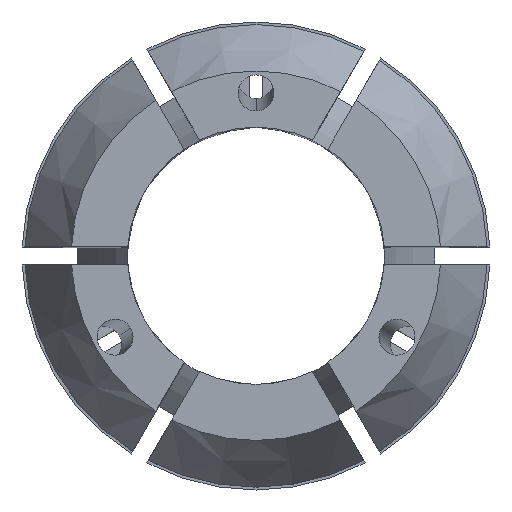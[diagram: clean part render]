
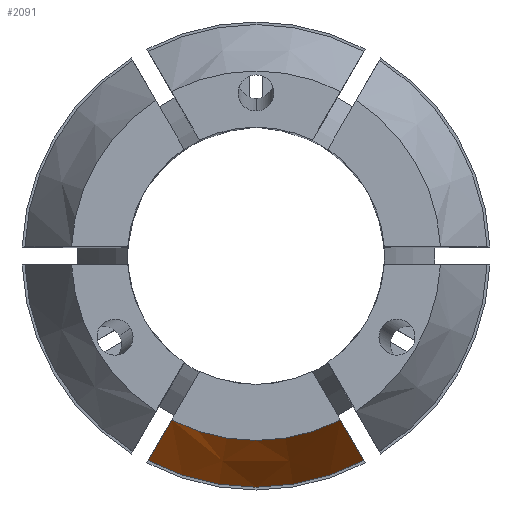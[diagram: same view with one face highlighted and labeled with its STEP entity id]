
A CAD part, top view. The second image highlights one B-rep face of the part: STEP entity #2091.
In plain terms, the highlighted conical face has half-angle 30 degrees and reference radius 12.85 mm.
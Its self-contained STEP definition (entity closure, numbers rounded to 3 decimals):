
#16 = EDGE_CURVE ( 'NONE', #3307, #3003, #1653, .T. ) ;
#272 = DIRECTION ( 'NONE',  ( -1., 0., 0. ) ) ;
#278 = DIRECTION ( 'NONE',  ( 0., 0., -1. ) ) ;
#319 = EDGE_CURVE ( 'NONE', #2471, #896, #2309, .T. ) ;
#512 = EDGE_LOOP ( 'NONE', ( #3033, #2338, #2235, #2266 ) ) ;
#679 = CIRCLE ( 'NONE', #1158, 10.263 ) ;
#695 = CARTESIAN_POINT ( 'NONE',  ( 5.987, -11.37, 29.519 ) ) ;
#698 = AXIS2_PLACEMENT_3D ( 'NONE', #1043, #278, #1502 ) ;
#721 = CARTESIAN_POINT ( 'NONE',  ( -4.692, -9.127, 34. ) ) ;
#837 = CARTESIAN_POINT ( 'NONE',  ( 0., 0., 29.519 ) ) ;
#896 = VERTEX_POINT ( 'NONE', #695 ) ;
#956 = CARTESIAN_POINT ( 'NONE',  ( 5.556, -10.623, 31.013 ) ) ;
#1043 = CARTESIAN_POINT ( 'NONE',  ( 0., 0., 29.519 ) ) ;
#1158 = AXIS2_PLACEMENT_3D ( 'NONE', #3038, #3349, #272 ) ;
#1194 = FACE_OUTER_BOUND ( 'NONE', #512, .T. ) ;
#1248 = CONICAL_SURFACE ( 'NONE', #698, 12.85, 0.524 ) ;
#1368 = CARTESIAN_POINT ( 'NONE',  ( -4.692, -9.127, 34. ) ) ;
#1502 = DIRECTION ( 'NONE',  ( -1., 0., 0. ) ) ;
#1653 = B_SPLINE_CURVE_WITH_KNOTS ( 'NONE', 3,
 ( #1368, #3464, #2796, #1931 ),
 .UNSPECIFIED., .F., .F.,
 ( 4, 4 ),
 ( 0., 0.005 ),
 .UNSPECIFIED. ) ;
#1931 = CARTESIAN_POINT ( 'NONE',  ( -5.987, -11.37, 29.519 ) ) ;
#2072 = DIRECTION ( 'NONE',  ( -1., 0., 0. ) ) ;
#2091 = ADVANCED_FACE ( 'NONE', ( #1194 ), #1248, .T. ) ;
#2106 = CIRCLE ( 'NONE', #3119, 12.85 ) ;
#2225 = CARTESIAN_POINT ( 'NONE',  ( 4.692, -9.127, 34. ) ) ;
#2235 = ORIENTED_EDGE ( 'NONE', *, *, #2427, .F. ) ;
#2266 = ORIENTED_EDGE ( 'NONE', *, *, #319, .F. ) ;
#2309 = B_SPLINE_CURVE_WITH_KNOTS ( 'NONE', 3,
 ( #3691, #2758, #956, #2483 ),
 .UNSPECIFIED., .F., .F.,
 ( 4, 4 ),
 ( 0., 0.005 ),
 .UNSPECIFIED. ) ;
#2338 = ORIENTED_EDGE ( 'NONE', *, *, #16, .T. ) ;
#2427 = EDGE_CURVE ( 'NONE', #896, #3003, #2106, .T. ) ;
#2435 = EDGE_CURVE ( 'NONE', #2471, #3307, #679, .T. ) ;
#2471 = VERTEX_POINT ( 'NONE', #2225 ) ;
#2483 = CARTESIAN_POINT ( 'NONE',  ( 5.987, -11.37, 29.519 ) ) ;
#2758 = CARTESIAN_POINT ( 'NONE',  ( 5.124, -9.875, 32.506 ) ) ;
#2796 = CARTESIAN_POINT ( 'NONE',  ( -5.556, -10.623, 31.013 ) ) ;
#3003 = VERTEX_POINT ( 'NONE', #3250 ) ;
#3033 = ORIENTED_EDGE ( 'NONE', *, *, #2435, .T. ) ;
#3038 = CARTESIAN_POINT ( 'NONE',  ( 0., 0., 34. ) ) ;
#3119 = AXIS2_PLACEMENT_3D ( 'NONE', #837, #3560, #2072 ) ;
#3250 = CARTESIAN_POINT ( 'NONE',  ( -5.987, -11.37, 29.519 ) ) ;
#3307 = VERTEX_POINT ( 'NONE', #721 ) ;
#3349 = DIRECTION ( 'NONE',  ( 0., 0., -1. ) ) ;
#3464 = CARTESIAN_POINT ( 'NONE',  ( -5.124, -9.875, 32.506 ) ) ;
#3560 = DIRECTION ( 'NONE',  ( 0., 0., -1. ) ) ;
#3691 = CARTESIAN_POINT ( 'NONE',  ( 4.692, -9.127, 34. ) ) ;
